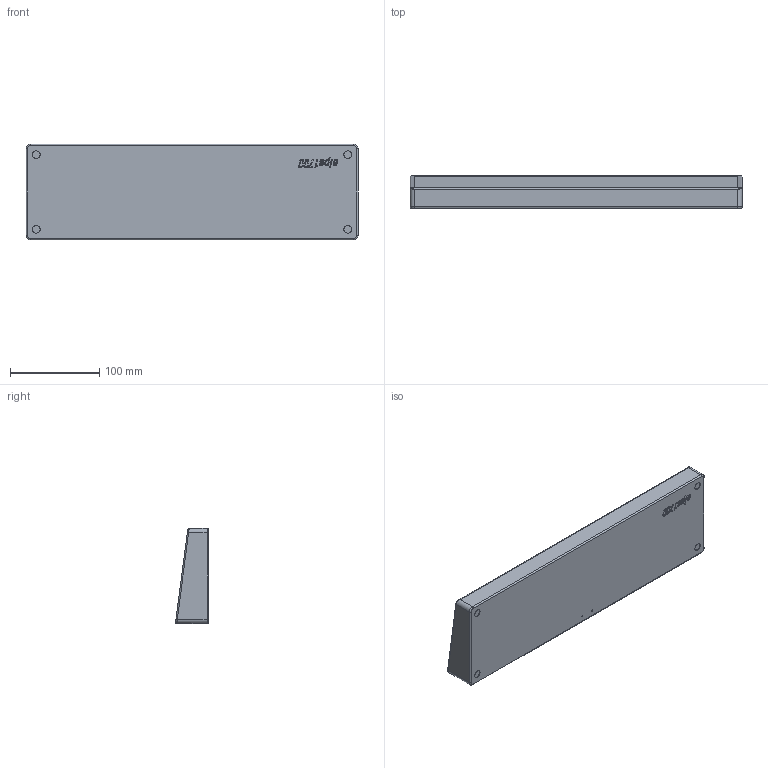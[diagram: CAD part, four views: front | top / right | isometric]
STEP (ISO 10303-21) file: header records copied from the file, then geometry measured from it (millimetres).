
FILE_DESCRIPTION (( 'STEP AP214' ), '1' );
FILE_NAME ('case.STEP', '2021-06-25T23:05:21', ( '' ), ( '' ), 'SwSTEP 2.0', 'SolidWorks 2020', '' );
FILE_SCHEMA (( 'AUTOMOTIVE_DESIGN' ));
Length unit declared in the file: millimetre
Products named in the file (1): case
Bounding box: 371.95 x 36.79 x 106.75 mm (x, y, z)
Volume: 247566.2 mm3; surface area: 137149.6 mm2
Topology: 1 solids, 3 shells, 276 faces, 673 edges, 435 vertices
Faces by surface type: plane 148, bspline 64, cylinder 57, torus 7
Entity records: 11103 total; most frequent: CARTESIAN_POINT 4999, ORIENTED_EDGE 1342, DIRECTION 1075, EDGE_CURVE 671, VERTEX_POINT 435, VECTOR 421, LINE 421, AXIS2_PLACEMENT_3D 327
